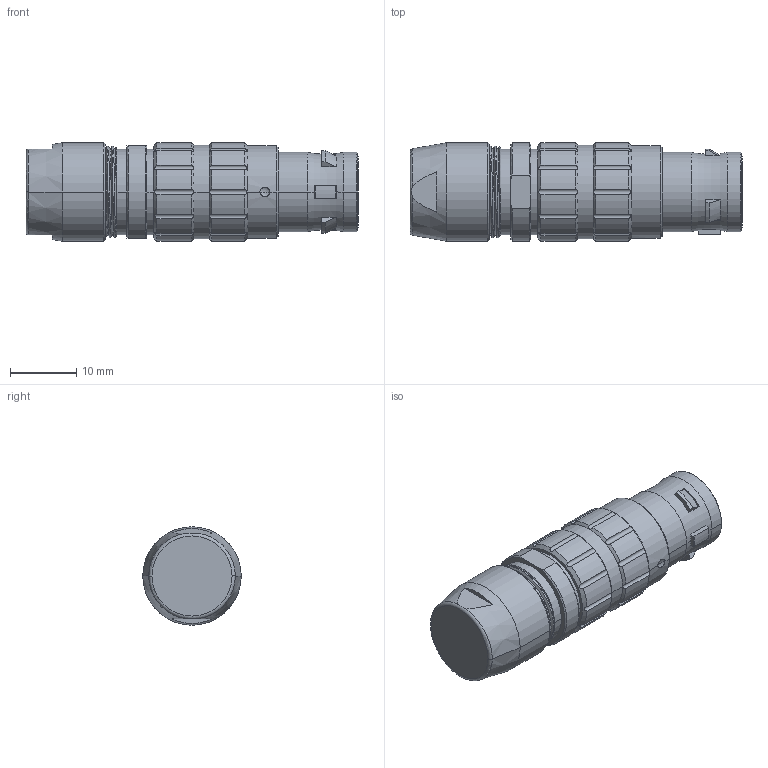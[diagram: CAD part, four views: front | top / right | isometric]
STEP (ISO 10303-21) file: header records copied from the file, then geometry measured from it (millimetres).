
FILE_DESCRIPTION((''),'2;1');
FILE_NAME('335D3010B6-1','2014-05-08T',('sreeragv'),('Souriau'),'PRO/ENGINEER BY PARAMETRIC TECHNOLOGY CORPORATION, 2010140','PRO/ENGINEER BY PARAMETRIC TECHNOLOGY CORPORATION, 2010140','');
FILE_SCHEMA(('CONFIG_CONTROL_DESIGN'));
Length unit declared in the file: millimetre
Products named in the file (1): 335D3010B6-1
Bounding box: 50.27 x 14.9 x 14.9 mm (x, y, z)
Volume: 7516 mm3; surface area: 2718 mm2
Topology: 1 solids, 1 shells, 152 faces, 404 edges, 260 vertices
Faces by surface type: cylinder 77, plane 36, cone 28, torus 6, bspline 3, sphere 2
Entity records: 6181 total; most frequent: CARTESIAN_POINT 2480, ORIENTED_EDGE 804, DIRECTION 729, EDGE_CURVE 402, AXIS2_PLACEMENT_3D 295, VERTEX_POINT 260, EDGE_LOOP 160, FACE_OUTER_BOUND 152
